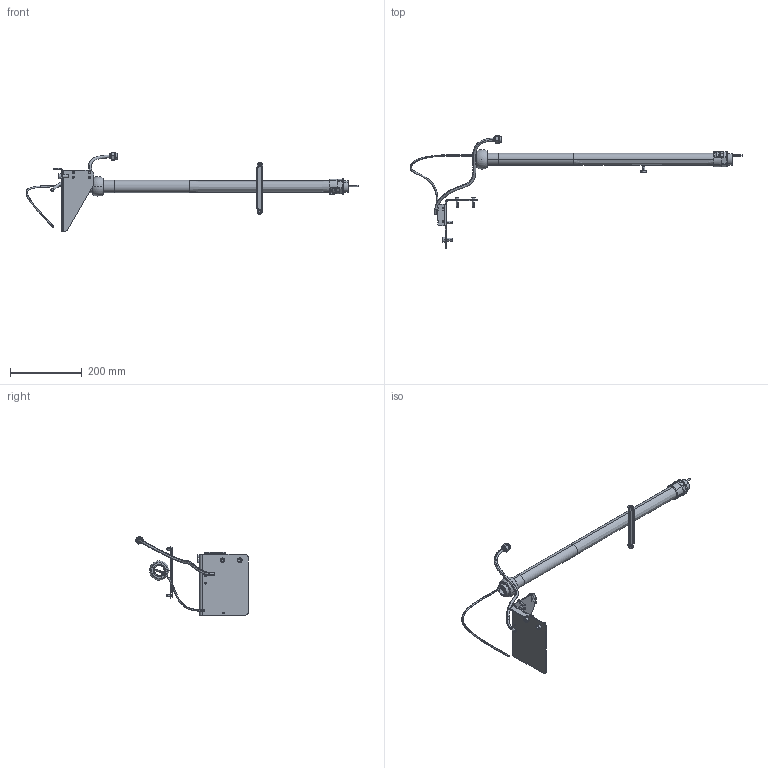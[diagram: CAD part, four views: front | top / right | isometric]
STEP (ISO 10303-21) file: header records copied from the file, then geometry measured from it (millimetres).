
FILE_DESCRIPTION (( 'STEP AP203' ), '1' );
FILE_NAME ('P2205.STEP', '2021-03-09T07:33:23', ( '' ), ( '' ), 'SwSTEP 2.0', 'SolidWorks 2019', '' );
FILE_SCHEMA (( 'CONFIG_CONTROL_DESIGN' ));
Products named in the file (1): P2205
Bounding box: 924.89 x 313.76 x 219.39 mm (x, y, z)
Volume: 401408.3 mm3; surface area: 280333.9 mm2
Topology: 16 solids, 16 shells, 549 faces, 1333 edges, 829 vertices
Faces by surface type: plane 266, cylinder 157, cone 76, torus 30, bspline 18, sphere 2
Entity records: 36643 total; most frequent: CARTESIAN_POINT 23492, DIRECTION 2840, ORIENTED_EDGE 2648, EDGE_CURVE 1324, AXIS2_PLACEMENT_3D 1070, VERTEX_POINT 824, VECTOR 700, LINE 700
